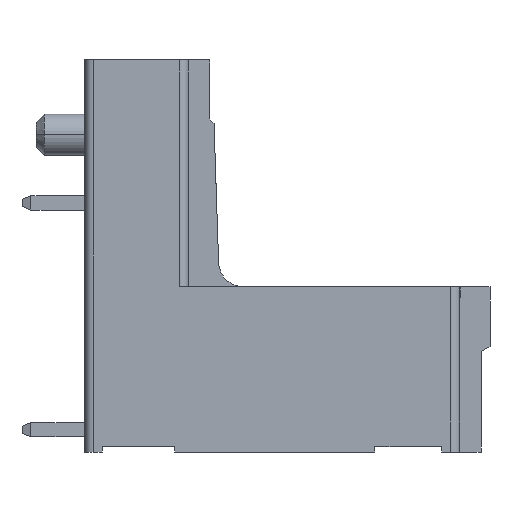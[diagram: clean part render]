
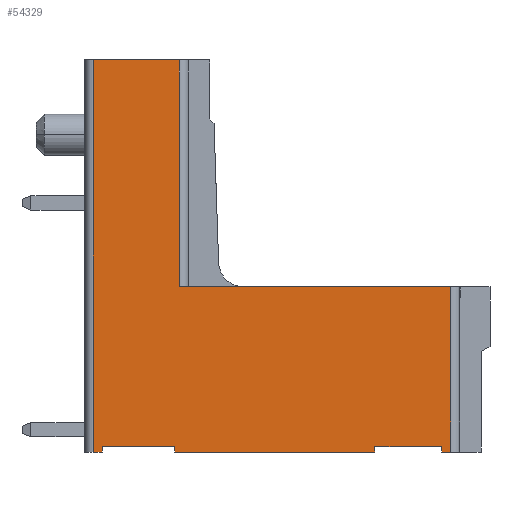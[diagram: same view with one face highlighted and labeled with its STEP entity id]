
A CAD part, left-side view. The second image highlights one B-rep face of the part: STEP entity #54329.
In plain terms, the highlighted planar face has unit normal (-1, 0, 0).
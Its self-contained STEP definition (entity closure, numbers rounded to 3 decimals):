
#9165=DIRECTION('',(0.,1.,0.));
#9166=VECTOR('',#9165,15.2);
#9167=CARTESIAN_POINT('',(-20.83,2.2,9.2));
#9168=LINE('',#9167,#9166);
#20212=DIRECTION('',(0.,0.,1.));
#20213=VECTOR('',#20212,12.7);
#20214=CARTESIAN_POINT('',(-20.83,17.4,9.2));
#20215=LINE('',#20214,#20213);
#20216=DIRECTION('',(0.,0.,-1.));
#20217=VECTOR('',#20216,9.25);
#20218=CARTESIAN_POINT('',(-20.83,2.2,9.2));
#20219=LINE('',#20218,#20217);
#20220=DIRECTION('',(0.,1.,0.));
#20221=VECTOR('',#20220,0.5);
#20222=CARTESIAN_POINT('',(-20.83,2.2,-0.05));
#20223=LINE('',#20222,#20221);
#20224=DIRECTION('',(0.,1.,0.));
#20225=VECTOR('',#20224,3.75);
#20226=CARTESIAN_POINT('',(-20.83,2.7,0.25));
#20227=LINE('',#20226,#20225);
#20228=DIRECTION('',(0.,1.,0.));
#20229=VECTOR('',#20228,11.2);
#20230=CARTESIAN_POINT('',(-20.83,6.45,-0.05));
#20231=LINE('',#20230,#20229);
#20232=DIRECTION('',(0.,1.,0.));
#20233=VECTOR('',#20232,4.05);
#20234=CARTESIAN_POINT('',(-20.83,17.65,0.25));
#20235=LINE('',#20234,#20233);
#20236=DIRECTION('',(0.,1.,0.));
#20237=VECTOR('',#20236,0.5);
#20238=CARTESIAN_POINT('',(-20.83,21.7,-0.05));
#20239=LINE('',#20238,#20237);
#20240=DIRECTION('',(0.,0.,1.));
#20241=VECTOR('',#20240,21.95);
#20242=CARTESIAN_POINT('',(-20.83,22.2,-0.05));
#20243=LINE('',#20242,#20241);
#20244=DIRECTION('',(0.,-1.,0.));
#20245=VECTOR('',#20244,4.8);
#20246=CARTESIAN_POINT('',(-20.83,22.2,21.9));
#20247=LINE('',#20246,#20245);
#20340=DIRECTION('',(0.,0.,-1.));
#20341=VECTOR('',#20340,0.3);
#20342=CARTESIAN_POINT('',(-20.83,2.7,0.25));
#20343=LINE('',#20342,#20341);
#20512=DIRECTION('',(0.,0.,1.));
#20513=VECTOR('',#20512,0.3);
#20514=CARTESIAN_POINT('',(-20.83,6.45,-0.05));
#20515=LINE('',#20514,#20513);
#20528=DIRECTION('',(0.,0.,-1.));
#20529=VECTOR('',#20528,0.3);
#20530=CARTESIAN_POINT('',(-20.83,17.65,0.25));
#20531=LINE('',#20530,#20529);
#20706=DIRECTION('',(0.,0.,1.));
#20707=VECTOR('',#20706,0.3);
#20708=CARTESIAN_POINT('',(-20.83,21.7,-0.05));
#20709=LINE('',#20708,#20707);
#26813=CARTESIAN_POINT('',(-20.83,17.4,21.9));
#26815=VERTEX_POINT('',#26813);
#26819=CARTESIAN_POINT('',(-20.83,17.4,9.2));
#26820=VERTEX_POINT('',#26819);
#26821=CARTESIAN_POINT('',(-20.83,22.2,21.9));
#26822=VERTEX_POINT('',#26821);
#26823=CARTESIAN_POINT('',(-20.83,2.2,9.2));
#26824=VERTEX_POINT('',#26823);
#27899=CARTESIAN_POINT('',(-20.83,2.7,0.25));
#27900=CARTESIAN_POINT('',(-20.83,6.45,0.25));
#27901=VERTEX_POINT('',#27899);
#27902=VERTEX_POINT('',#27900);
#27903=CARTESIAN_POINT('',(-20.83,6.45,-0.05));
#27904=CARTESIAN_POINT('',(-20.83,17.65,-0.05));
#27905=VERTEX_POINT('',#27903);
#27906=VERTEX_POINT('',#27904);
#27907=CARTESIAN_POINT('',(-20.83,17.65,0.25));
#27908=CARTESIAN_POINT('',(-20.83,21.7,0.25));
#27909=VERTEX_POINT('',#27907);
#27910=VERTEX_POINT('',#27908);
#27911=CARTESIAN_POINT('',(-20.83,2.7,-0.05));
#27912=VERTEX_POINT('',#27911);
#27913=CARTESIAN_POINT('',(-20.83,21.7,-0.05));
#27914=VERTEX_POINT('',#27913);
#27917=CARTESIAN_POINT('',(-20.83,22.2,-0.05));
#27918=VERTEX_POINT('',#27917);
#27922=CARTESIAN_POINT('',(-20.83,2.2,-0.05));
#27924=VERTEX_POINT('',#27922);
#54302=CARTESIAN_POINT('',(-20.83,0.,0.));
#54303=DIRECTION('',(1.,0.,0.));
#54304=DIRECTION('',(0.,0.,-1.));
#54305=AXIS2_PLACEMENT_3D('',#54302,#54303,#54304);
#54306=PLANE('',#54305);
#54307=ORIENTED_EDGE('',*,*,#54297,.F.);
#54308=ORIENTED_EDGE('',*,*,#38949,.F.);
#54310=ORIENTED_EDGE('',*,*,#54309,.T.);
#54311=ORIENTED_EDGE('',*,*,#53322,.T.);
#54313=ORIENTED_EDGE('',*,*,#54312,.F.);
#54314=ORIENTED_EDGE('',*,*,#51749,.T.);
#54316=ORIENTED_EDGE('',*,*,#54315,.F.);
#54317=ORIENTED_EDGE('',*,*,#53209,.T.);
#54319=ORIENTED_EDGE('',*,*,#54318,.F.);
#54320=ORIENTED_EDGE('',*,*,#51805,.T.);
#54322=ORIENTED_EDGE('',*,*,#54321,.F.);
#54323=ORIENTED_EDGE('',*,*,#53255,.T.);
#54325=ORIENTED_EDGE('',*,*,#54324,.T.);
#54326=ORIENTED_EDGE('',*,*,#28775,.T.);
#54327=EDGE_LOOP('',(#54307,#54308,#54310,#54311,#54313,#54314,#54316,#54317,
#54319,#54320,#54322,#54323,#54325,#54326));
#54328=FACE_OUTER_BOUND('',#54327,.F.);
#54329=ADVANCED_FACE('',(#54328),#54306,.F.);
#28775=EDGE_CURVE('',#26822,#26815,#20247,.T.);
#38949=EDGE_CURVE('',#26824,#26820,#9168,.T.);
#51749=EDGE_CURVE('',#27901,#27902,#20227,.T.);
#51805=EDGE_CURVE('',#27909,#27910,#20235,.T.);
#53209=EDGE_CURVE('',#27905,#27906,#20231,.T.);
#53255=EDGE_CURVE('',#27914,#27918,#20239,.T.);
#53322=EDGE_CURVE('',#27924,#27912,#20223,.T.);
#54297=EDGE_CURVE('',#26820,#26815,#20215,.T.);
#54309=EDGE_CURVE('',#26824,#27924,#20219,.T.);
#54312=EDGE_CURVE('',#27901,#27912,#20343,.T.);
#54315=EDGE_CURVE('',#27905,#27902,#20515,.T.);
#54318=EDGE_CURVE('',#27909,#27906,#20531,.T.);
#54321=EDGE_CURVE('',#27914,#27910,#20709,.T.);
#54324=EDGE_CURVE('',#27918,#26822,#20243,.T.);
